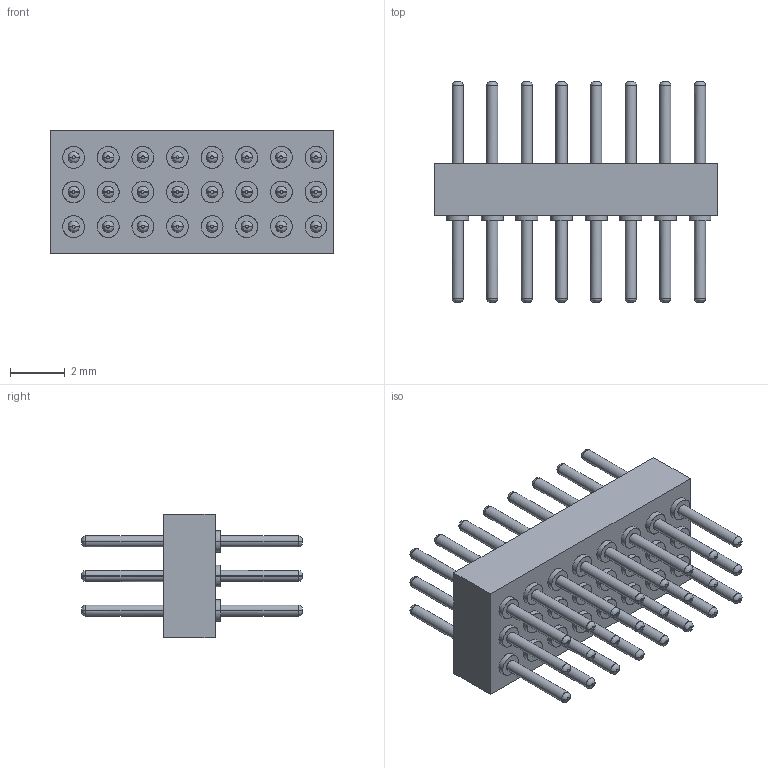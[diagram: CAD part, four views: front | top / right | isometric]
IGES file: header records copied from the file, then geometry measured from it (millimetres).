
Start section: ZWSOFT
Global section: file name: 3514-193XXSXX081X1.igs; native system: ZW3D; preprocessor: 1.0; author: ZW3D; organization: ZWSOFT; date: 231011.091042; units: millimetre
Bounding box: 10.37 x 8.1 x 4.52 mm (x, y, z)
Surface area: 357.7 mm2 (no closed solid volume)
Topology: 0 solids, 0 shells, 486 faces, 2040 edges, 2040 vertices
Faces by surface type: bspline 486
